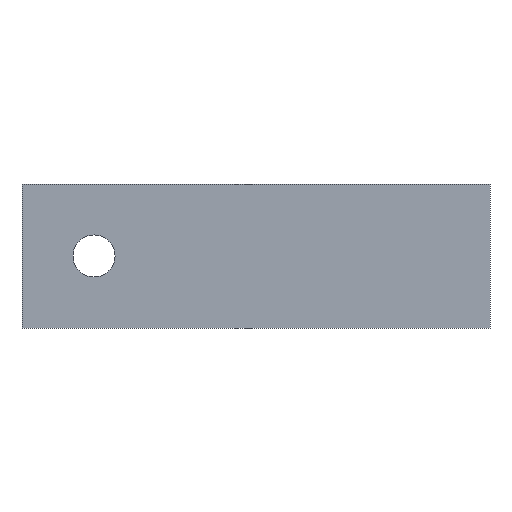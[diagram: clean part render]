
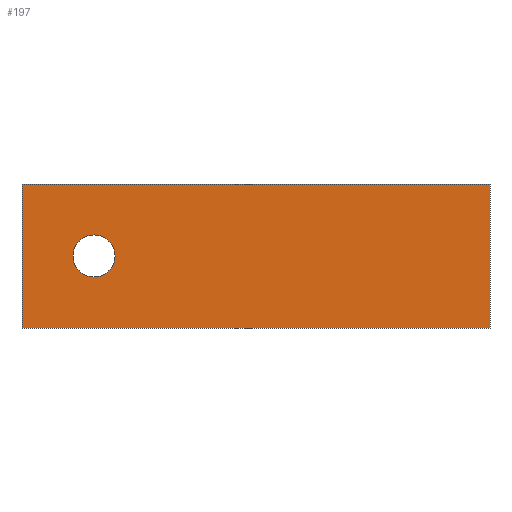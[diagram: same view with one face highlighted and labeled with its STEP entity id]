
A CAD part, left-side view. The second image highlights one B-rep face of the part: STEP entity #197.
In plain terms, the highlighted planar face has unit normal (-1, 0, 0).
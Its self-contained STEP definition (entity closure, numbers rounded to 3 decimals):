
#32=DIRECTION('',(0.,0.,1.));
#33=VECTOR('',#32,60.);
#34=CARTESIAN_POINT('',(-20.959,172.253,-16.));
#35=LINE('',#34,#33);
#40=DIRECTION('',(0.,-1.,0.));
#41=VECTOR('',#40,195.);
#42=CARTESIAN_POINT('',(-20.959,172.253,44.));
#43=LINE('',#42,#41);
#48=DIRECTION('',(0.,0.,-1.));
#49=VECTOR('',#48,60.);
#50=CARTESIAN_POINT('',(-20.959,-22.747,44.));
#51=LINE('',#50,#49);
#56=DIRECTION('',(0.,1.,0.));
#57=VECTOR('',#56,195.);
#58=CARTESIAN_POINT('',(-20.959,-22.747,-16.));
#59=LINE('',#58,#57);
#60=CARTESIAN_POINT('',(-20.959,142.253,14.));
#61=DIRECTION('',(1.,0.,0.));
#62=DIRECTION('',(0.,0.,1.));
#63=AXIS2_PLACEMENT_3D('',#60,#61,#62);
#65=CARTESIAN_POINT('',(-20.959,142.253,14.));
#66=DIRECTION('',(1.,0.,0.));
#67=DIRECTION('',(0.,0.,-1.));
#68=AXIS2_PLACEMENT_3D('',#65,#66,#67);
#90=CARTESIAN_POINT('',(-20.959,172.253,-16.));
#91=CARTESIAN_POINT('',(-20.959,172.253,44.));
#92=VERTEX_POINT('',#90);
#93=VERTEX_POINT('',#91);
#94=CARTESIAN_POINT('',(-20.959,-22.747,44.));
#95=VERTEX_POINT('',#94);
#96=CARTESIAN_POINT('',(-20.959,-22.747,-16.));
#97=VERTEX_POINT('',#96);
#98=CARTESIAN_POINT('',(-20.959,142.253,5.25));
#99=CARTESIAN_POINT('',(-20.959,142.253,22.75));
#100=VERTEX_POINT('',#98);
#101=VERTEX_POINT('',#99);
#180=CARTESIAN_POINT('',(-20.959,165.961,24.252));
#181=DIRECTION('',(-1.,0.,0.));
#182=DIRECTION('',(0.,-1.,0.));
#183=AXIS2_PLACEMENT_3D('',#180,#181,#182);
#184=PLANE('',#183);
#185=ORIENTED_EDGE('',*,*,#174,.T.);
#186=ORIENTED_EDGE('',*,*,#132,.T.);
#187=ORIENTED_EDGE('',*,*,#147,.T.);
#188=ORIENTED_EDGE('',*,*,#161,.T.);
#189=EDGE_LOOP('',(#185,#186,#187,#188));
#190=FACE_OUTER_BOUND('',#189,.F.);
#192=ORIENTED_EDGE('',*,*,#191,.F.);
#194=ORIENTED_EDGE('',*,*,#193,.F.);
#195=EDGE_LOOP('',(#192,#194));
#196=FACE_BOUND('',#195,.F.);
#197=ADVANCED_FACE('',(#190,#196),#184,.T.);
#64=CIRCLE('',#63,8.75);
#69=CIRCLE('',#68,8.75);
#132=EDGE_CURVE('',#92,#93,#35,.T.);
#147=EDGE_CURVE('',#93,#95,#43,.T.);
#161=EDGE_CURVE('',#95,#97,#51,.T.);
#174=EDGE_CURVE('',#97,#92,#59,.T.);
#191=EDGE_CURVE('',#101,#100,#64,.T.);
#193=EDGE_CURVE('',#100,#101,#69,.T.);
